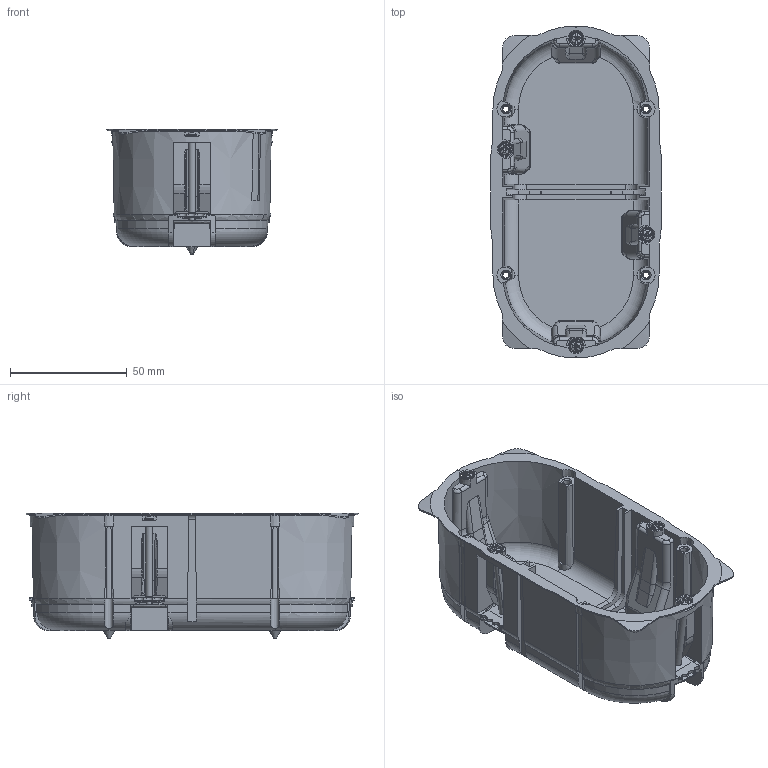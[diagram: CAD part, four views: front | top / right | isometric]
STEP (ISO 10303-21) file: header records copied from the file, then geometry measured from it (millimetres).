
FILE_DESCRIPTION(('CATIA V5 STEP Exchange','CAx-IF Rec.Pracs.--- Model Styling and Organization---1.5--- 2016-08-15','CAx-IF Rec.Pracs.---Supplemental Geometry---1.0---2011-11-01','CAx-IF Rec.Pracs.--- Composite Materials ---1.1---2010-07-15'),'2;1');
FILE_NAME('080032_A _AllCATPart.stp','2025-04-02T08:30:30+00:00',('none'),('none'),'CATIA Version 5-6 Release 2020 SP5','CATIA V5 STEP AP214 v2','none');
FILE_SCHEMA(('AUTOMOTIVE_DESIGN { 1 0 10303 214 1 1 1 1 }'));
Products named in the file (1): 080032_A _AllCATPart
Bounding box: 72.8 x 141.99 x 53.57 mm (x, y, z)
Volume: 64980.4 mm3; surface area: 63435.9 mm2
Topology: 1 solids, 1 shells, 1245 faces, 3591 edges, 2328 vertices
Faces by surface type: plane 539, cylinder 308, cone 218, torus 76, bspline 72, sphere 32
Entity records: 47250 total; most frequent: CARTESIAN_POINT 18218, ORIENTED_EDGE 7134, DIRECTION 3780, EDGE_CURVE 3567, VERTEX_POINT 2328, AXIS2_PLACEMENT_3D 1602, B_SPLINE_CURVE_WITH_KNOTS 1531, EDGE_LOOP 1321
